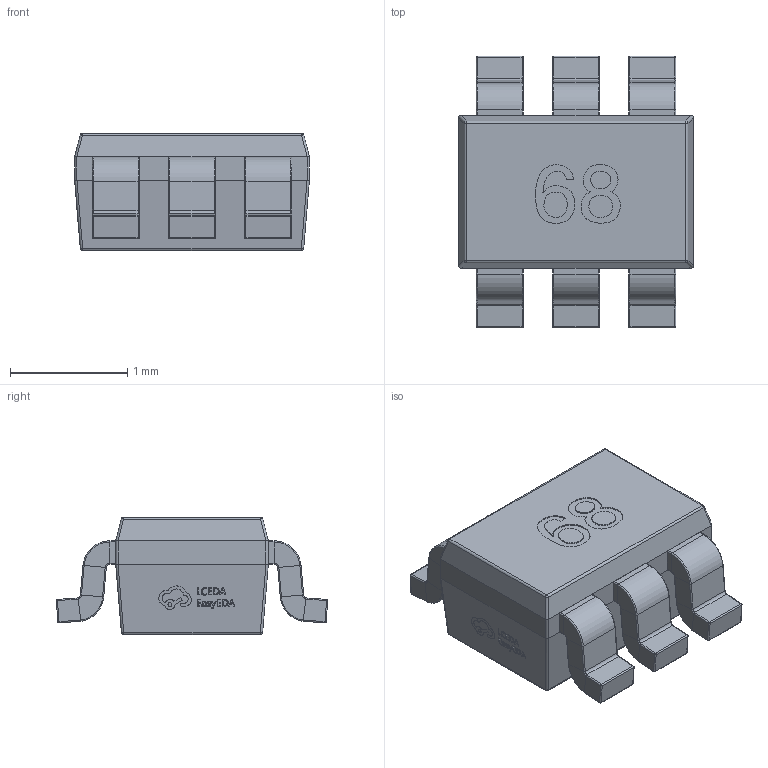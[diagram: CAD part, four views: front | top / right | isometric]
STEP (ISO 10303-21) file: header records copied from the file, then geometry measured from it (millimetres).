
FILE_DESCRIPTION (( 'STEP AP214' ), '1' );
FILE_NAME ('SC-88-SMD-6P_L2.0-W1.3-H1.0-LS2.1.step', '2022-07-09T14:48:21', ( '' ), ( '' ), 'SwSTEP 2.0', 'SolidWorks 2020', '' );
FILE_SCHEMA (( 'AUTOMOTIVE_DESIGN' ));
Length unit declared in the file: millimetre
Products named in the file (1): SC-88-SMD-6P_L2.0-W1.3-H1.0-LS2.1
Bounding box: 2 x 2.31 x 1 mm (x, y, z)
Volume: 2.9 mm3; surface area: 18.1 mm2
Topology: 7 solids, 7 shells, 671 faces, 1620 edges, 982 vertices
Faces by surface type: plane 300, bspline 145, cylinder 140, torus 48, sphere 38
Entity records: 29601 total; most frequent: CARTESIAN_POINT 7603, ORIENTED_EDGE 3192, DIRECTION 2628, EDGE_CURVE 1596, VERTEX_POINT 970, VECTOR 950, LINE 950, AXIS2_PLACEMENT_3D 839
